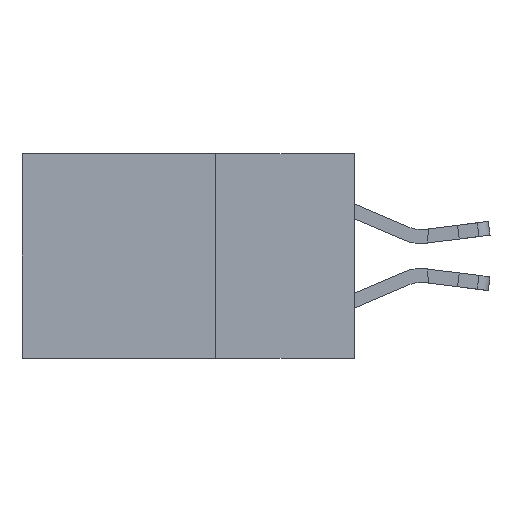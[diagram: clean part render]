
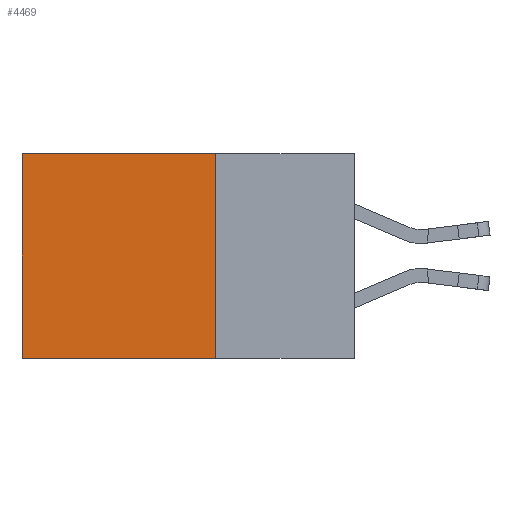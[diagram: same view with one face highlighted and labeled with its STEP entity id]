
A CAD part, left-side view. The second image highlights one B-rep face of the part: STEP entity #4469.
In plain terms, the highlighted planar face has unit normal (-1, 0, 0).
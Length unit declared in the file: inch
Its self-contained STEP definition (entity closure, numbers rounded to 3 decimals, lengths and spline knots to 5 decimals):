
#116 = CARTESIAN_POINT ( 'NONE',  ( 0.298, 0.25, 0. ) ) ;
#143 = LINE ( 'NONE', #5622, #7975 ) ;
#189 = CARTESIAN_POINT ( 'NONE',  ( 0.298, 0.25, 0. ) ) ;
#456 = CARTESIAN_POINT ( 'NONE',  ( 0.298, 0.25, 0. ) ) ;
#700 = EDGE_LOOP ( 'NONE', ( #11803, #4912, #12092, #5198 ) ) ;
#1660 = EDGE_CURVE ( 'NONE', #11953, #11001, #11445, .T. ) ;
#1744 = EDGE_CURVE ( 'NONE', #2851, #11001, #4024, .T. ) ;
#1779 = AXIS2_PLACEMENT_3D ( 'NONE', #116, #10635, #5234 ) ;
#2851 = VERTEX_POINT ( 'NONE', #11377 ) ;
#3752 = EDGE_CURVE ( 'NONE', #5434, #2851, #8319, .T. ) ;
#4024 = LINE ( 'NONE', #6396, #8707 ) ;
#4249 = PLANE ( 'NONE',  #1779 ) ;
#4353 = VECTOR ( 'NONE', #7563, 39.37008 ) ;
#4469 = ADVANCED_FACE ( 'NONE', ( #9950 ), #4249, .F. ) ;
#4912 = ORIENTED_EDGE ( 'NONE', *, *, #1744, .F. ) ;
#5189 = DIRECTION ( 'NONE',  ( 0., 1., 0. ) ) ;
#5198 = ORIENTED_EDGE ( 'NONE', *, *, #10737, .T. ) ;
#5234 = DIRECTION ( 'NONE',  ( 0., 0., -1. ) ) ;
#5434 = VERTEX_POINT ( 'NONE', #189 ) ;
#5622 = CARTESIAN_POINT ( 'NONE',  ( 0.298, 0.25, 0. ) ) ;
#6114 = CARTESIAN_POINT ( 'NONE',  ( 0.298, 0.6, 0. ) ) ;
#6202 = VECTOR ( 'NONE', #6490, 39.37008 ) ;
#6396 = CARTESIAN_POINT ( 'NONE',  ( 0.298, 0.25, -0.37 ) ) ;
#6490 = DIRECTION ( 'NONE',  ( 0., 0., -1. ) ) ;
#6566 = DIRECTION ( 'NONE',  ( 0., 1., 0. ) ) ;
#6598 = CARTESIAN_POINT ( 'NONE',  ( 0.298, 0.6, -0.37 ) ) ;
#7563 = DIRECTION ( 'NONE',  ( 0., 0., -1. ) ) ;
#7975 = VECTOR ( 'NONE', #6566, 39.37008 ) ;
#8319 = LINE ( 'NONE', #456, #6202 ) ;
#8707 = VECTOR ( 'NONE', #5189, 39.37008 ) ;
#9950 = FACE_OUTER_BOUND ( 'NONE', #700, .T. ) ;
#10635 = DIRECTION ( 'NONE',  ( 1., 0., 0. ) ) ;
#10737 = EDGE_CURVE ( 'NONE', #5434, #11953, #143, .T. ) ;
#11001 = VERTEX_POINT ( 'NONE', #6598 ) ;
#11377 = CARTESIAN_POINT ( 'NONE',  ( 0.298, 0.25, -0.37 ) ) ;
#11445 = LINE ( 'NONE', #6114, #4353 ) ;
#11803 = ORIENTED_EDGE ( 'NONE', *, *, #1660, .T. ) ;
#11953 = VERTEX_POINT ( 'NONE', #12148 ) ;
#12092 = ORIENTED_EDGE ( 'NONE', *, *, #3752, .F. ) ;
#12148 = CARTESIAN_POINT ( 'NONE',  ( 0.298, 0.6, 0. ) ) ;
